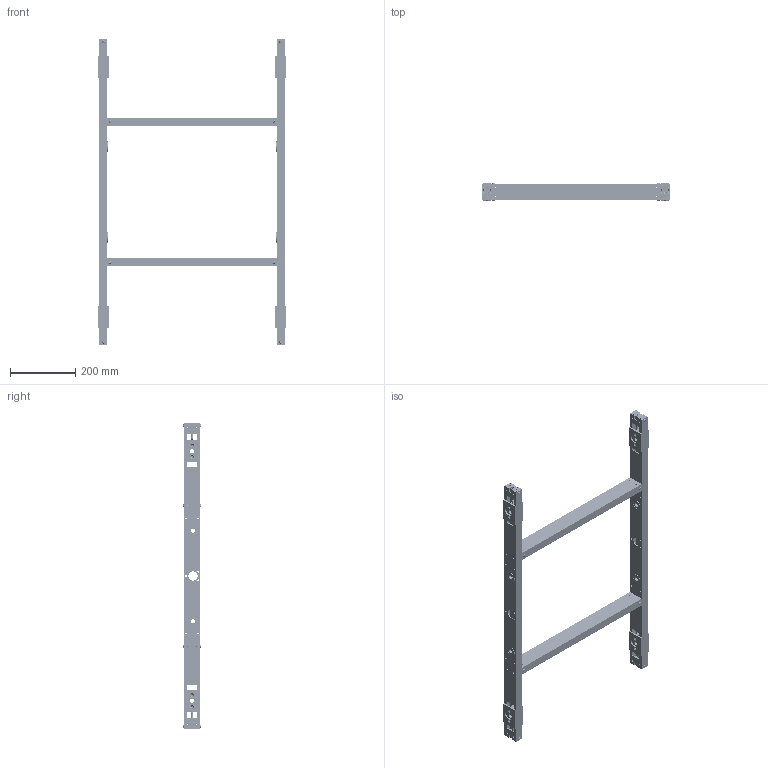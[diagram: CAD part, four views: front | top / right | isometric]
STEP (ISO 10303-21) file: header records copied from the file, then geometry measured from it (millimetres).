
FILE_DESCRIPTION((''),'2;1');
FILE_NAME('sl_chassis_long_asm_ladder_bar.stp','2011-01-01T11:10:39',('ajlapp'),(''),'Autodesk Inventor 2011','Autodesk Inventor 2011','');
FILE_SCHEMA(('AUTOMOTIVE_DESIGN { 1 0 10303 214 1 1 1 1 }'));
Length unit declared in the file: inch
Products named in the file (12): sl_chassis_long_asm_ladder_bar; sl_tube_long_asm_revB; sl_tube_long_revB; axle_block; sl_axle_block_neutral; clamp_plate_adjustable; brf-08; sl__end_plug; 91251A552; bhcs_91255A242; sl_ladder_asm; sl_ladder_tube
Assembly tree (29 placements, depth 4):
  sl_chassis_long_asm_ladder_bar
    sl_tube_long_asm_revB  x2
      sl_tube_long_revB
      axle_block
        sl_axle_block_neutral
        clamp_plate_adjustable  x2
      brf-08
      sl__end_plug
      91251A552
      bhcs_91255A242
    sl_ladder_asm  x2
      sl_ladder_tube
      sl__end_plug
      bhcs_91255A242
Bounding box: 581.02 x 55.93 x 939.8 mm (x, y, z)
Volume: 1545283.4 mm3; surface area: 927453.7 mm2
Topology: 52 solids, 52 shells, 2212 faces, 6126 edges, 4062 vertices
Faces by surface type: cylinder 804, cone 728, plane 656, sphere 16, bspline 8
Full cylindrical faces by diameter (mm): 3.683 x96, 4.056 x176, 4.826 x160, 4.978 x8, 5.08 x24, 5.105 x56, 5.334 x44, 6.604 x4, 6.756 x8, 9.169 x16, 9.525 x4, 11.125 x8, 12.649 x4, 12.7 x8, 16.256 x16, 25.4 x16, 28.575 x20, 31.75 x8
Entity records: 14499 total; most frequent: CARTESIAN_POINT 5980, ORIENTED_EDGE 1626, DIRECTION 1552, EDGE_CURVE 813, VERTEX_POINT 670, AXIS2_PLACEMENT_3D 639, EDGE_LOOP 635, FACE_OUTER_BOUND 319
